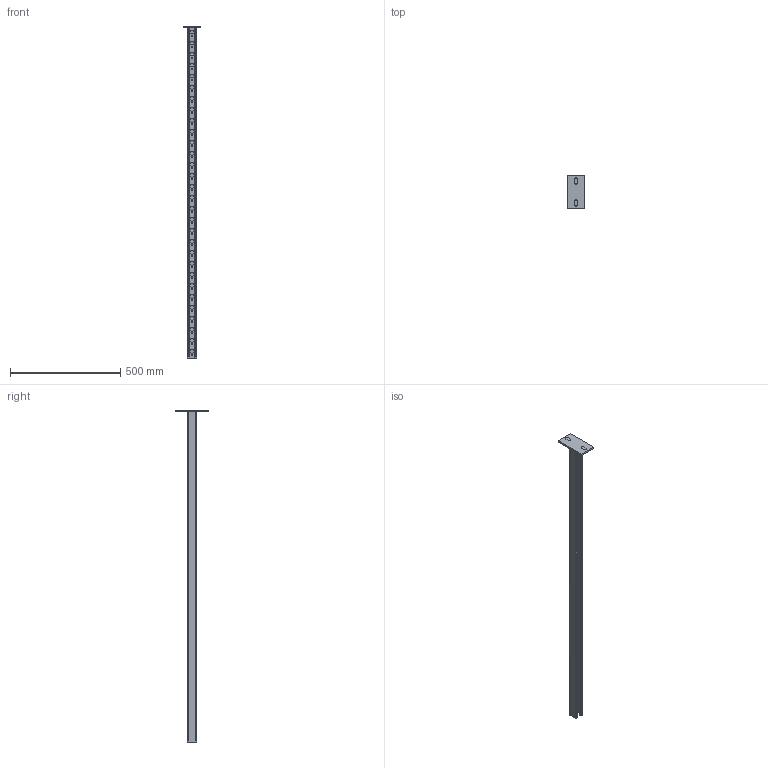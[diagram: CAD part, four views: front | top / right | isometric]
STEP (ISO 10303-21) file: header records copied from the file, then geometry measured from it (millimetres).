
FILE_DESCRIPTION(/* description */ (''),/* implementation_level */ '2;1');
FILE_NAME(/* name */ '595134.stp',/* time_stamp */ '2025-12-05T09:50:08+01:00',/* author */ ('mael.lecharpentier'),/* organization */ (''),/* preprocessor_version */ 'ST-DEVELOPER v20',/* originating_system */ 'AutoCAD Mechanical',/* authorisation */ '');
FILE_SCHEMA (('AUTOMOTIVE_DESIGN { 1 0 10303 214 3 1 1 }'));
Length unit declared in the file: millimetre
Products named in the file (1): Product
Bounding box: 80 x 150 x 1508.2 mm (x, y, z)
Volume: 521928.6 mm3; surface area: 482653.1 mm2
Topology: 2 solids, 66 shells, 94 faces, 574 edges, 548 vertices
Faces by surface type: plane 88, cylinder 6
Entity records: 5750 total; most frequent: CARTESIAN_POINT 1217, DIRECTION 904, ORIENTED_EDGE 652, EDGE_CURVE 574, VERTEX_POINT 548, LINE 434, VECTOR 434, AXIS2_PLACEMENT_3D 235
